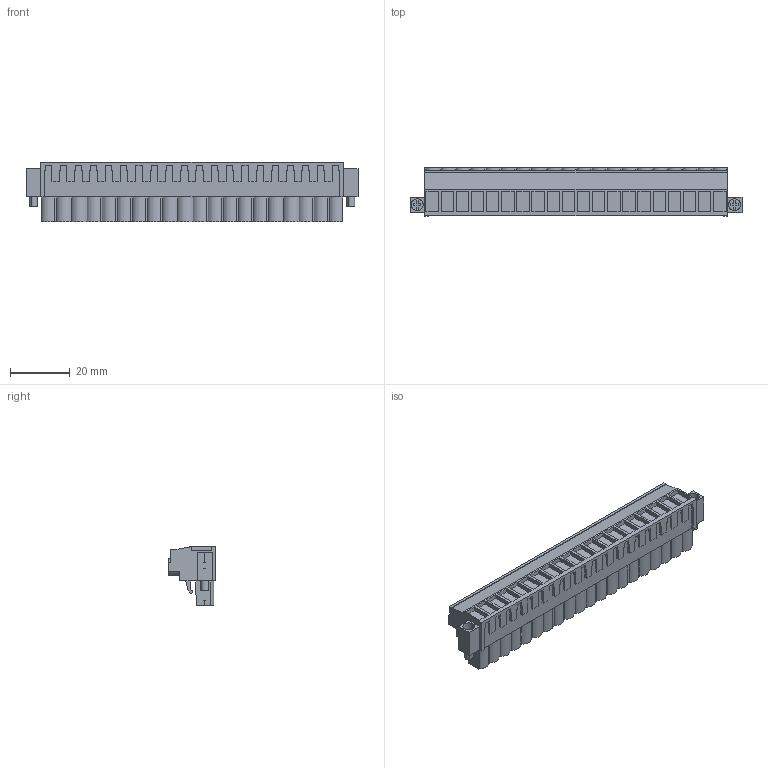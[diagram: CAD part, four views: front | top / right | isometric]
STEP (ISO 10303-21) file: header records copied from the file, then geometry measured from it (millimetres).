
FILE_DESCRIPTION(('CATIA V5 STEP','CAx-IF Rec.Pracs.--- Model Styling and Organization---1.2---2011-12-15'),'2;1');
FILE_NAME ('D1459929_0_1944270000_1944270000.stp','2017-05-22T09:58:50+00:00',('none'),('Weidmueller'),'CATIA Version 5-6 Release 2014','CATIA V5 STEP AP214','none');
FILE_SCHEMA(('AUTOMOTIVE_DESIGN { 1 0 10303 214 1 1 1 1 }'));
Length unit declared in the file: millimetre
Products named in the file (1): 1944270000
Bounding box: 111.4 x 16.1 x 20.05 mm (x, y, z)
Volume: 19294.7 mm3; surface area: 12462.2 mm2
Topology: 23 solids, 23 shells, 1380 faces, 3893 edges, 2644 vertices
Faces by surface type: plane 1176, cylinder 204
Entity records: 40780 total; most frequent: ORIENTED_EDGE 7786, CARTESIAN_POINT 7302, DIRECTION 5421, EDGE_CURVE 3893, VECTOR 3397, LINE 3397, VERTEX_POINT 2644, EDGE_LOOP 1469
